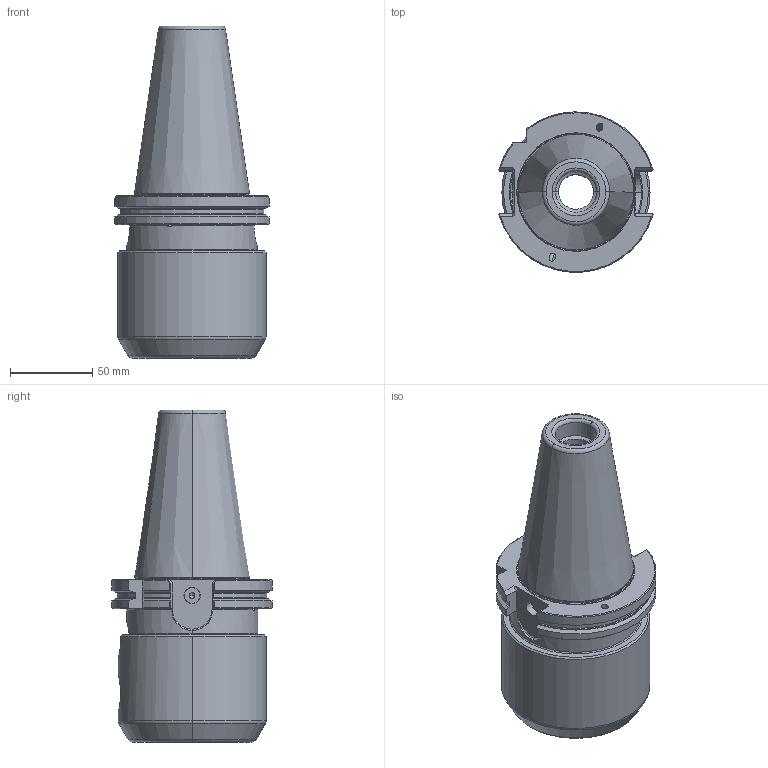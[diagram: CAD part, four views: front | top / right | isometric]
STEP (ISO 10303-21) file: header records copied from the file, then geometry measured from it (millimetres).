
FILE_DESCRIPTION(('no description'),'unknown implementation level');
FILE_NAME('99F9977C-CF22-4D43-8B5A-05F164A70100_export.stp',' ',('CIMSOURCE GmbH'),('CADClick - KiM GmbH - www.kimweb.de'),'unknown preprocess','ACIS','unknown authorization');
FILE_SCHEMA(('automotive_design'));
Length unit declared in the file: millimetre
Products named in the file (3): 490.240 Kaiser SK50B_VBD X D40B X 120|690.484 Kaiser ETL M20 X 20_Standard;NONE; 490.240 Kaiser SK50B_VBD X D40B X 120|490.240 Kaiser SK50B_VBD X D40B X 120_Standard;NONE
Bounding box: 93.58 x 97.27 x 201.6 mm (x, y, z)
Volume: 698863.7 mm3; surface area: 84111.3 mm2
Topology: 3 solids, 3 shells, 256 faces, 641 edges, 390 vertices
Faces by surface type: plane 84, cylinder 71, cone 66, torus 29, bspline 6
Entity records: 17238 total; most frequent: CARTESIAN_POINT 4013, STYLED_ITEM 1282, PRESENTATION_STYLE_ASSIGNMENT 1282, COLOUR_RGB 1282, DIRECTION 1266, ORIENTED_EDGE 1264, EDGE_CURVE 632, CURVE_STYLE 632
